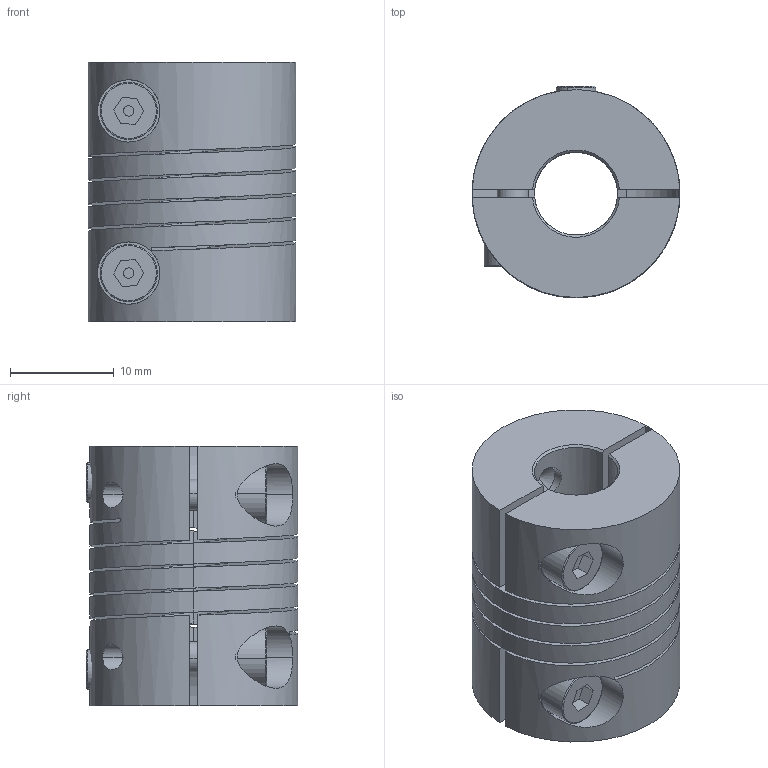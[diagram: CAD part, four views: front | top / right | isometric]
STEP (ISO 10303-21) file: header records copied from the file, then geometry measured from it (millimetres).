
FILE_DESCRIPTION (( 'STEP AP214' ), '1' );
FILE_NAME ('A226 Ãèáêàÿ ìóôòà O 8 O 8.STEP', '2019-10-24T14:40:44', ( 'Windows User' ), ( '' ), 'SwSTEP 2.0', 'SolidWorks 2019', '' );
FILE_SCHEMA (( 'AUTOMOTIVE_DESIGN' ));
Length unit declared in the file: millimetre
Products named in the file (4): A226 Ãèáêàÿ ìóôòà O 8  O 8_00; Ì3õ10 DIN 912_M3(12); Äëÿ ìóôòû M4_M5(16); A226 Ãèáêàÿ ìóôòà O 8  O 8
Assembly tree (5 placements, depth 2):
  A226 Ãèáêàÿ ìóôòà O 8  O 8
    A226 Ãèáêàÿ ìóôòà O 8  O 8_00
    Äëÿ ìóôòû M4_M5(16)  x2
    Ì3õ10 DIN 912_M3(12)  x2
Bounding box: 20 x 20.34 x 25 mm (x, y, z)
Volume: 6054.9 mm3; surface area: 6295.1 mm2
Topology: 5 solids, 5 shells, 152 faces, 368 edges, 232 vertices
Faces by surface type: cylinder 66, plane 54, cone 20, torus 8, bspline 4
Entity records: 6334 total; most frequent: CARTESIAN_POINT 3636, ORIENTED_EDGE 540, DIRECTION 472, EDGE_CURVE 270, VERTEX_POINT 175, AXIS2_PLACEMENT_3D 173, VECTOR 126, LINE 126
